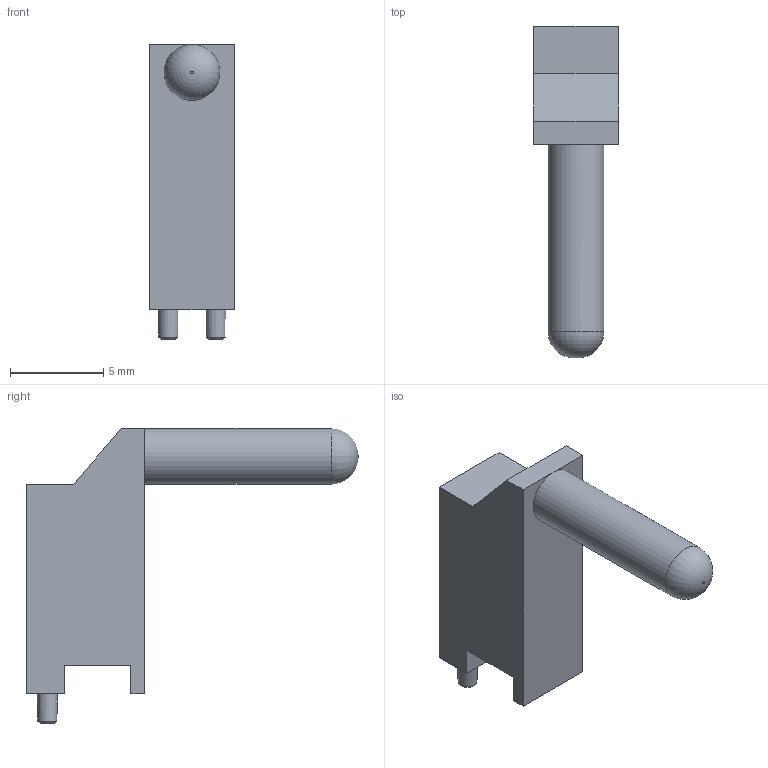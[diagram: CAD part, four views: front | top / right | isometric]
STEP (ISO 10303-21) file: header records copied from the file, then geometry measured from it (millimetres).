
FILE_DESCRIPTION(/* description */ ('STEP AP242','CAx-IF Rec.Pracs.---Representation and Presentation of Product Manufacturing Information (PMI)---4.0---2014-10-13','CAx-IF Rec.Pracs.---3D Tessellated Geometry---0.4---2014-09-14','2;1'),/* implementation_level */ '2;1');
FILE_NAME(/* name */ '687f8cb95fd34300f24bfa4c',/* time_stamp */ '2025-07-22T13:06:01Z',/* author */ (''),/* organization */ (''),/* preprocessor_version */ 'ST-DEVELOPER v20',/* originating_system */ 'ONSHAPE BY PTC INC, 1.201',/* authorisation */ ' ');
FILE_SCHEMA (('AP242_MANAGED_MODEL_BASED_3D_ENGINEERING_MIM_LF { 1 0 10303 442 1 1 4 }'));
Length unit declared in the file: metre
Products named in the file (1): Part 1
Bounding box: 4.52 x 17.78 x 15.8 mm (x, y, z)
Volume: 406.9 mm3; surface area: 575.5 mm2
Topology: 2 solids, 2 shells, 24 faces, 58 edges, 37 vertices
Faces by surface type: plane 16, cone 4, cylinder 3, torus 1
Full cylindrical faces by diameter (mm): 1.422 x2, 2.997 x1
Entity records: 611 total; most frequent: CARTESIAN_POINT 127, DIRECTION 91, ORIENTED_EDGE 84, EDGE_CURVE 42, AXIS2_PLACEMENT_3D 35, EDGE_LOOP 33, FACE_BOUND 33, VERTEX_POINT 31
